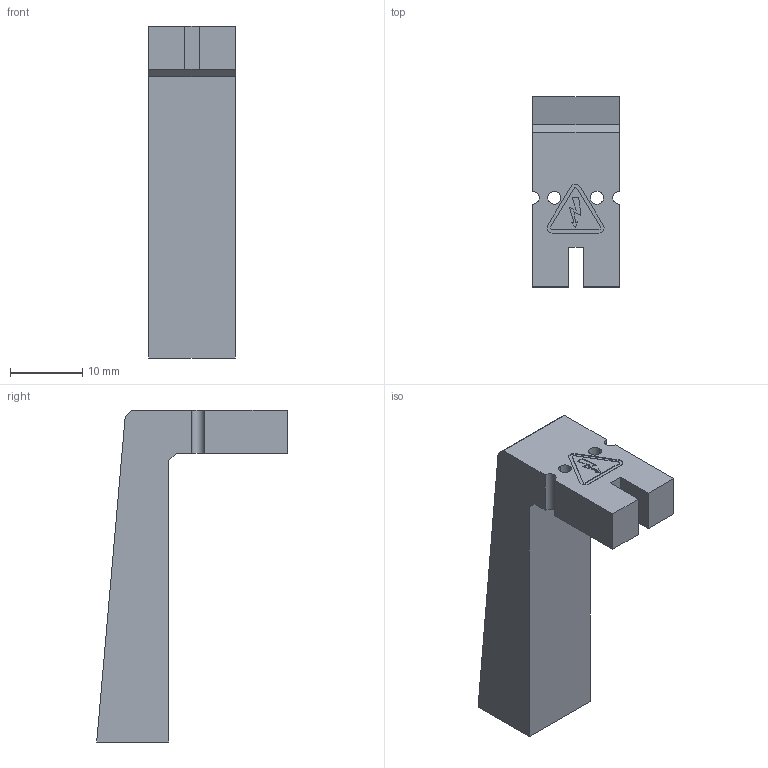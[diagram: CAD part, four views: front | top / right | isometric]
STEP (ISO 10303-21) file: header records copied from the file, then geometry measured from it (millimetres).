
FILE_DESCRIPTION((''),'2;1');
FILE_NAME('3d_GAX81.stp','2012-10-03T11:02:15',(''),(''),'Mechanical Desktop 2011','Mechanical Desktop 2011',', , ');
FILE_SCHEMA(('CONFIG_CONTROL_DESIGN'));
Length unit declared in the file: millimetre
Products named in the file (1): Product
Bounding box: 12 x 26.4 x 46 mm (x, y, z)
Volume: 5478 mm3; surface area: 2725.1 mm2
Topology: 1 solids, 1 shells, 66 faces, 185 edges, 124 vertices
Faces by surface type: plane 60, cylinder 6
Entity records: 2202 total; most frequent: CARTESIAN_POINT 376, ORIENTED_EDGE 370, DIRECTION 333, EDGE_CURVE 185, VECTOR 171, LINE 171, VERTEX_POINT 124, AXIS2_PLACEMENT_3D 81
